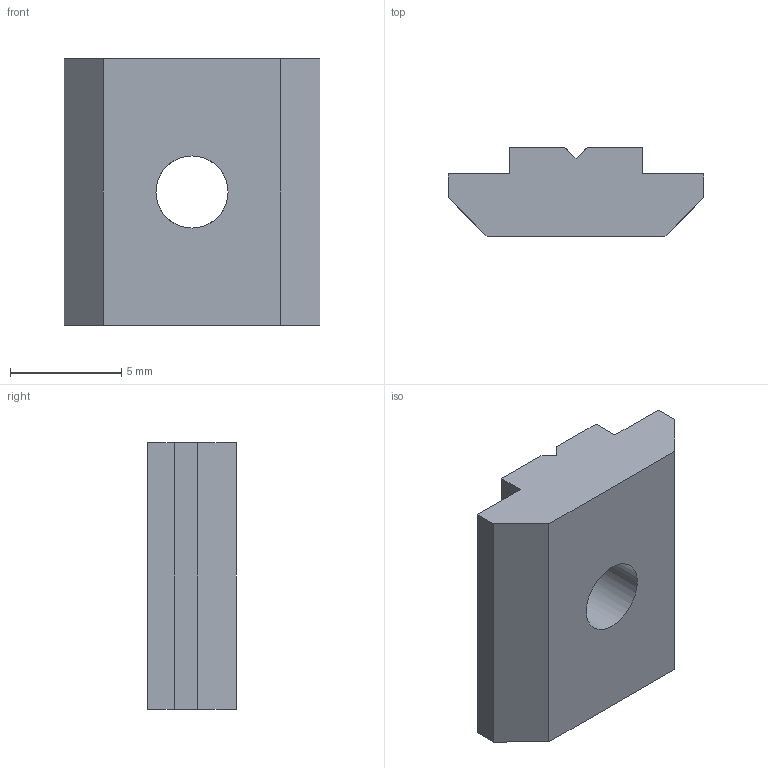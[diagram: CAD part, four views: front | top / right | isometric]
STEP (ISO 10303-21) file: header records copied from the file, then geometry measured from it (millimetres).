
FILE_DESCRIPTION(/* description */ (''),/* implementation_level */ '2;1');
FILE_NAME(/* name */ 'CAD_48887.stp',/* time_stamp */ '2016-04-16T07:34:39+02:00',/* author */ ('Hypex'),/* organization */ ('Hypex'),/* preprocessor_version */ 'ST-DEVELOPER v16.1',/* originating_system */ 'Autodesk Inventor 2016',/* authorisation */ '');
FILE_SCHEMA (('AUTOMOTIVE_DESIGN { 1 0 10303 214 3 1 1 }'));
Length unit declared in the file: millimetre
Products named in the file (1): CAD_48887
Bounding box: 11.5 x 4 x 12 mm (x, y, z)
Volume: 400.8 mm3; surface area: 446.9 mm2
Topology: 1 solids, 1 shells, 18 faces, 51 edges, 34 vertices
Faces by surface type: plane 17, cylinder 1
Full cylindrical faces by diameter (mm): 3.242 x1
Entity records: 596 total; most frequent: CARTESIAN_POINT 101, ORIENTED_EDGE 98, DIRECTION 94, EDGE_CURVE 49, LINE 42, VECTOR 42, VERTEX_POINT 33, AXIS2_PLACEMENT_3D 26
